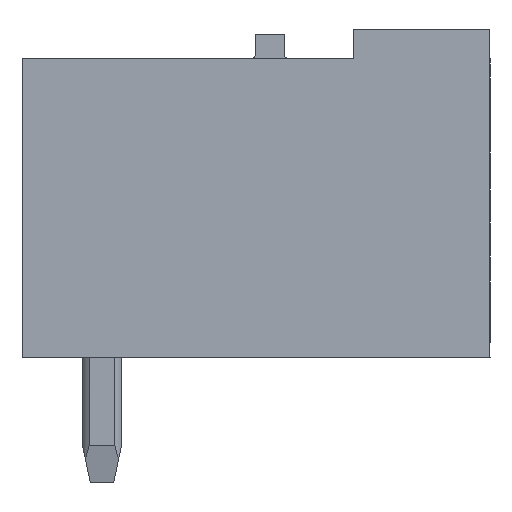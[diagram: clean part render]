
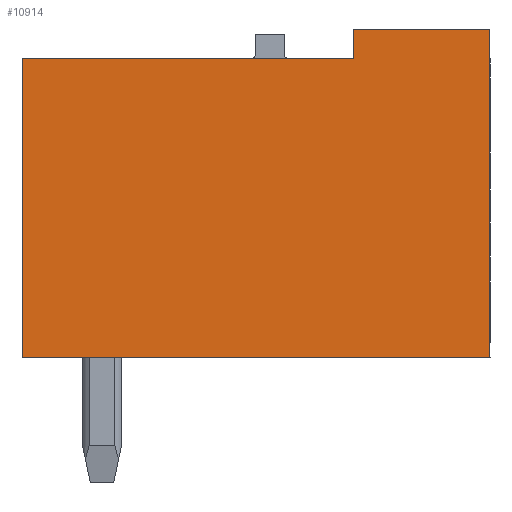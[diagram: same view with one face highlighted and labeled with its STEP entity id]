
A CAD part, left-side view. The second image highlights one B-rep face of the part: STEP entity #10914.
In plain terms, the highlighted planar face has unit normal (-1, 0, 0).
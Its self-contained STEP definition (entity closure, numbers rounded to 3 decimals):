
#10904=AXIS2_PLACEMENT_3D('Plane Axis2P3D',#10901,#10902,#10903) ;
#269=CARTESIAN_POINT('Vertex',(0.,3.5,11.63)) ;
#272=CARTESIAN_POINT('Line Origine',(0.,1.75,11.63)) ;
#276=CARTESIAN_POINT('Vertex',(0.,0.,11.63)) ;
#799=CARTESIAN_POINT('Vertex',(0.,12.,10.88)) ;
#802=CARTESIAN_POINT('Line Origine',(0.,7.75,10.88)) ;
#806=CARTESIAN_POINT('Vertex',(0.,3.5,10.88)) ;
#1248=CARTESIAN_POINT('Vertex',(0.,12.,3.2)) ;
#1251=CARTESIAN_POINT('Line Origine',(0.,12.,7.04)) ;
#1315=CARTESIAN_POINT('Vertex',(0.,0.,3.2)) ;
#1318=CARTESIAN_POINT('Line Origine',(0.,6.,3.2)) ;
#5553=CARTESIAN_POINT('Line Origine',(0.,0.,7.415)) ;
#10243=CARTESIAN_POINT('Line Origine',(0.,3.5,11.255)) ;
#10901=CARTESIAN_POINT('Axis2P3D Location',(0.,0.,0.)) ;
#273=DIRECTION('Vector Direction',(0.,-1.,0.)) ;
#803=DIRECTION('Vector Direction',(0.,1.,0.)) ;
#1252=DIRECTION('Vector Direction',(0.,0.,1.)) ;
#1319=DIRECTION('Vector Direction',(0.,1.,0.)) ;
#5554=DIRECTION('Vector Direction',(0.,0.,-1.)) ;
#10244=DIRECTION('Vector Direction',(0.,0.,1.)) ;
#10902=DIRECTION('Axis2P3D Direction',(-1.,0.,0.)) ;
#10903=DIRECTION('Axis2P3D XDirection',(0.,-1.,0.)) ;
#274=VECTOR('Line Direction',#273,1.) ;
#804=VECTOR('Line Direction',#803,1.) ;
#1253=VECTOR('Line Direction',#1252,1.) ;
#1320=VECTOR('Line Direction',#1319,1.) ;
#5555=VECTOR('Line Direction',#5554,1.) ;
#10245=VECTOR('Line Direction',#10244,1.) ;
#10907=ORIENTED_EDGE('',*,*,#5557,.T.) ;
#10908=ORIENTED_EDGE('',*,*,#278,.T.) ;
#10909=ORIENTED_EDGE('',*,*,#10247,.T.) ;
#10910=ORIENTED_EDGE('',*,*,#808,.T.) ;
#10911=ORIENTED_EDGE('',*,*,#1255,.T.) ;
#10912=ORIENTED_EDGE('',*,*,#1322,.T.) ;
#10914=ADVANCED_FACE('Housing',(#10913),#10905,.T.) ;
#278=EDGE_CURVE('',#277,#270,#275,.F.) ;
#808=EDGE_CURVE('',#807,#800,#805,.T.) ;
#1255=EDGE_CURVE('',#800,#1249,#1254,.F.) ;
#1322=EDGE_CURVE('',#1249,#1316,#1321,.F.) ;
#5557=EDGE_CURVE('',#1316,#277,#5556,.F.) ;
#10247=EDGE_CURVE('',#270,#807,#10246,.F.) ;
#10906=EDGE_LOOP('',(#10907,#10908,#10909,#10910,#10911,#10912)) ;
#10913=FACE_OUTER_BOUND('',#10906,.T.) ;
#275=LINE('Line',#272,#274) ;
#805=LINE('Line',#802,#804) ;
#1254=LINE('Line',#1251,#1253) ;
#1321=LINE('Line',#1318,#1320) ;
#5556=LINE('Line',#5553,#5555) ;
#10246=LINE('Line',#10243,#10245) ;
#10905=PLANE('',#10904) ;
#270=VERTEX_POINT('',#269) ;
#277=VERTEX_POINT('',#276) ;
#800=VERTEX_POINT('',#799) ;
#807=VERTEX_POINT('',#806) ;
#1249=VERTEX_POINT('',#1248) ;
#1316=VERTEX_POINT('',#1315) ;
